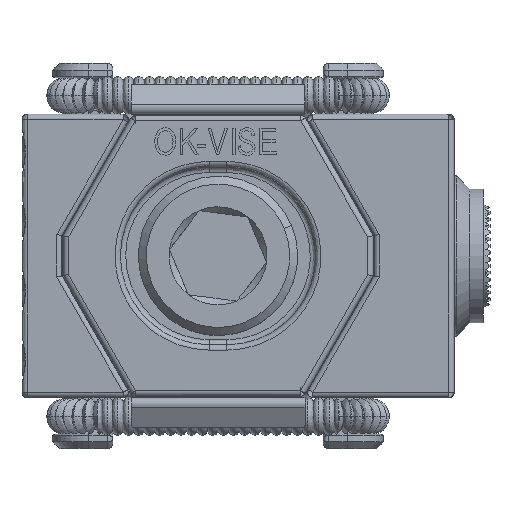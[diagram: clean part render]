
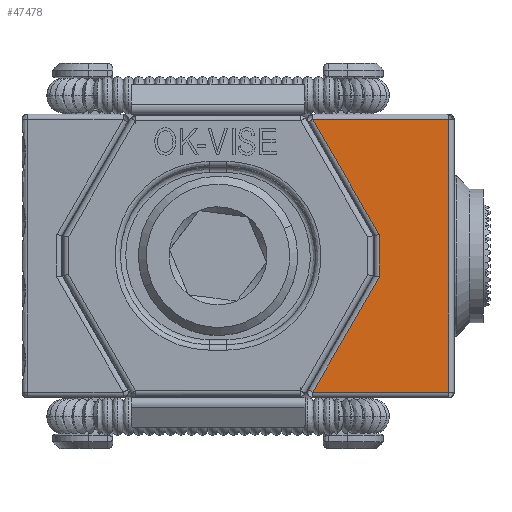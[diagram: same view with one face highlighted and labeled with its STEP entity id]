
A CAD part, top view. The second image highlights one B-rep face of the part: STEP entity #47478.
In plain terms, the highlighted planar face has unit normal (0, 0, 1).
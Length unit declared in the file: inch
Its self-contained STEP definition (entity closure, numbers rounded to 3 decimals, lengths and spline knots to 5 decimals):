
#3922 = LINE ( 'NONE', #26678, #31202 ) ;
#5787 = DIRECTION ( 'NONE',  ( 0., 1., 0. ) ) ;
#6567 = EDGE_CURVE ( 'NONE', #39739, #59602, #3922, .T. ) ;
#7897 = LINE ( 'NONE', #64703, #9632 ) ;
#8898 = VERTEX_POINT ( 'NONE', #52974 ) ;
#9593 = VECTOR ( 'NONE', #5787, 39.37008 ) ;
#9632 = VECTOR ( 'NONE', #26636, 39.37008 ) ;
#10156 = LINE ( 'NONE', #67550, #26351 ) ;
#10300 = CARTESIAN_POINT ( 'NONE',  ( 0.10534, -0.40157, 0.30118 ) ) ;
#14240 = VERTEX_POINT ( 'NONE', #10300 ) ;
#14442 = CARTESIAN_POINT ( 'NONE',  ( -0.09014, -0.06298, 0.30118 ) ) ;
#17223 = VECTOR ( 'NONE', #33415, 39.37008 ) ;
#19266 = EDGE_CURVE ( 'NONE', #8898, #48184, #51330, .T. ) ;
#20376 = DIRECTION ( 'NONE',  ( 0., 0., -1. ) ) ;
#23904 = VECTOR ( 'NONE', #65954, 39.37008 ) ;
#26351 = VECTOR ( 'NONE', #34911, 39.37008 ) ;
#26636 = DIRECTION ( 'NONE',  ( 1., 0., 0. ) ) ;
#26678 = CARTESIAN_POINT ( 'NONE',  ( -0.09014, 0., 0.30118 ) ) ;
#29399 = EDGE_CURVE ( 'NONE', #8898, #14240, #10156, .T. ) ;
#31202 = VECTOR ( 'NONE', #64995, 39.37008 ) ;
#33415 = DIRECTION ( 'NONE',  ( -0.5, -0.866, 0. ) ) ;
#34911 = DIRECTION ( 'NONE',  ( 1., 0., 0. ) ) ;
#35103 = ORIENTED_EDGE ( 'NONE', *, *, #6567, .F. ) ;
#37912 = EDGE_LOOP ( 'NONE', ( #64511, #50303, #35103, #47951, #40399, #48516 ) ) ;
#38424 = CARTESIAN_POINT ( 'NONE',  ( -0.29528, 0., 0.30118 ) ) ;
#39739 = VERTEX_POINT ( 'NONE', #42731 ) ;
#40399 = ORIENTED_EDGE ( 'NONE', *, *, #66817, .F. ) ;
#42061 = PLANE ( 'NONE',  #53440 ) ;
#42731 = CARTESIAN_POINT ( 'NONE',  ( -0.09014, 0.06298, 0.30118 ) ) ;
#44607 = EDGE_CURVE ( 'NONE', #59602, #14240, #56279, .T. ) ;
#47478 = ADVANCED_FACE ( 'NONE', ( #65150 ), #42061, .F. ) ;
#47557 = CARTESIAN_POINT ( 'NONE',  ( 0., 0., 0.30118 ) ) ;
#47951 = ORIENTED_EDGE ( 'NONE', *, *, #52587, .F. ) ;
#48184 = VERTEX_POINT ( 'NONE', #58539 ) ;
#48516 = ORIENTED_EDGE ( 'NONE', *, *, #19266, .F. ) ;
#50303 = ORIENTED_EDGE ( 'NONE', *, *, #44607, .F. ) ;
#51330 = LINE ( 'NONE', #38424, #9593 ) ;
#52587 = EDGE_CURVE ( 'NONE', #60313, #39739, #57295, .T. ) ;
#52974 = CARTESIAN_POINT ( 'NONE',  ( -0.29528, -0.40157, 0.30118 ) ) ;
#53440 = AXIS2_PLACEMENT_3D ( 'NONE', #47557, #20376, #58514 ) ;
#55241 = CARTESIAN_POINT ( 'NONE',  ( -0.09014, -0.06298, 0.30118 ) ) ;
#56279 = LINE ( 'NONE', #55241, #23904 ) ;
#57295 = LINE ( 'NONE', #66042, #17223 ) ;
#58514 = DIRECTION ( 'NONE',  ( -1., 0., 0. ) ) ;
#58539 = CARTESIAN_POINT ( 'NONE',  ( -0.29528, 0.40157, 0.30118 ) ) ;
#59602 = VERTEX_POINT ( 'NONE', #14442 ) ;
#60313 = VERTEX_POINT ( 'NONE', #68341 ) ;
#64511 = ORIENTED_EDGE ( 'NONE', *, *, #29399, .T. ) ;
#64703 = CARTESIAN_POINT ( 'NONE',  ( 0., 0.40157, 0.30118 ) ) ;
#64995 = DIRECTION ( 'NONE',  ( 0., -1., 0. ) ) ;
#65150 = FACE_OUTER_BOUND ( 'NONE', #37912, .T. ) ;
#65954 = DIRECTION ( 'NONE',  ( 0.5, -0.866, 0. ) ) ;
#66042 = CARTESIAN_POINT ( 'NONE',  ( 0.10534, 0.40157, 0.30118 ) ) ;
#66817 = EDGE_CURVE ( 'NONE', #48184, #60313, #7897, .T. ) ;
#67550 = CARTESIAN_POINT ( 'NONE',  ( -0.09497, -0.40157, 0.30118 ) ) ;
#68341 = CARTESIAN_POINT ( 'NONE',  ( 0.10534, 0.40157, 0.30118 ) ) ;
